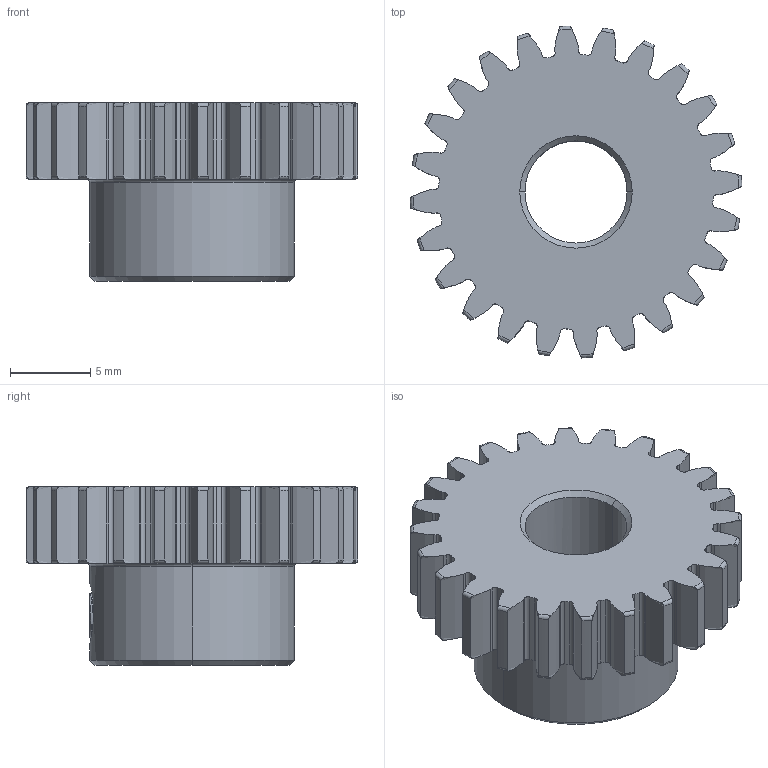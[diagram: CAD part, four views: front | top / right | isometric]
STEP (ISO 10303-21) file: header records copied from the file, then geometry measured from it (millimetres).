
FILE_DESCRIPTION (( 'STEP AP203' ), '1' );
FILE_NAME ('6832K53.step', '2015-09-23T14:20:36', ( '' ), ( '' ), 'SwSTEP 2.0', 'SolidWorks 2010', '' );
FILE_SCHEMA (( 'CONFIG_CONTROL_DESIGN' ));
Length unit declared in the file: inch
Products named in the file (1): 6832K53
Bounding box: 20.63 x 20.63 x 11.1 mm (x, y, z)
Volume: 1782 mm3; surface area: 1635.3 mm2
Topology: 2 solids, 2 shells, 314 faces, 901 edges, 591 vertices
Faces by surface type: cylinder 125, plane 65, bspline 54, torus 50, cone 20
Entity records: 12732 total; most frequent: CARTESIAN_POINT 4947, ORIENTED_EDGE 1798, DIRECTION 1421, EDGE_CURVE 899, VERTEX_POINT 591, AXIS2_PLACEMENT_3D 540, VECTOR 341, LINE 341
